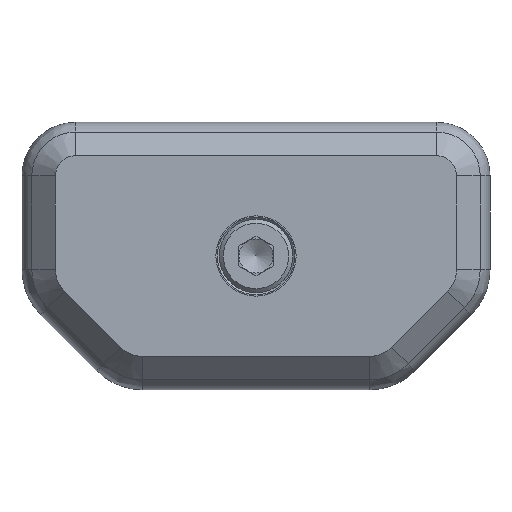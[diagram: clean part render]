
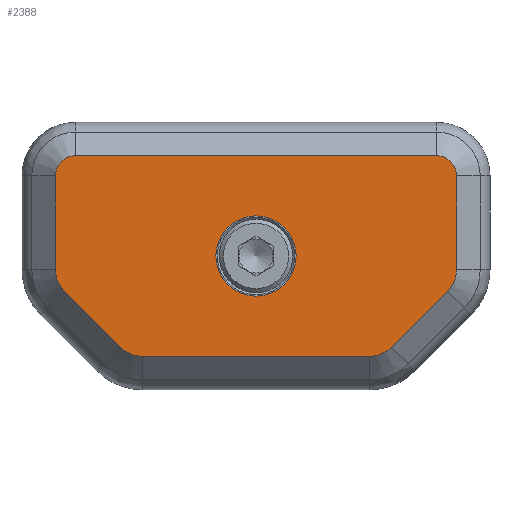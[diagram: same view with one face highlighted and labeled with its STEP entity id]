
A CAD part, front view. The second image highlights one B-rep face of the part: STEP entity #2388.
In plain terms, the highlighted planar face has unit normal (0, -1, 0).
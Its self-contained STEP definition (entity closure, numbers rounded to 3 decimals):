
#72=FACE_BOUND('',#430,.T.);
#113=PLANE('',#2648);
#278=FACE_OUTER_BOUND('',#429,.T.);
#429=EDGE_LOOP('',(#1994,#1995,#1996,#1997,#1998,#1999,#2000,#2001,#2002,
#2003,#2004,#2005));
#430=EDGE_LOOP('',(#2006));
#577=LINE('',#4099,#770);
#580=LINE('',#4107,#773);
#583=LINE('',#4115,#776);
#601=LINE('',#4163,#794);
#602=LINE('',#4165,#795);
#603=LINE('',#4167,#796);
#770=VECTOR('',#3157,10.);
#773=VECTOR('',#3166,10.);
#776=VECTOR('',#3175,10.);
#794=VECTOR('',#3225,10.);
#795=VECTOR('',#3228,10.);
#796=VECTOR('',#3231,10.);
#954=CIRCLE('',#2619,2.3);
#955=CIRCLE('',#2622,1.5);
#956=CIRCLE('',#2625,1.5);
#960=CIRCLE('',#2637,2.3);
#961=CIRCLE('',#2639,2.3);
#962=CIRCLE('',#2641,2.3);
#964=CIRCLE('',#2649,3.);
#1125=VERTEX_POINT('',#4091);
#1126=VERTEX_POINT('',#4093);
#1127=VERTEX_POINT('',#4097);
#1128=VERTEX_POINT('',#4101);
#1129=VERTEX_POINT('',#4105);
#1130=VERTEX_POINT('',#4109);
#1131=VERTEX_POINT('',#4113);
#1141=VERTEX_POINT('',#4147);
#1142=VERTEX_POINT('',#4149);
#1143=VERTEX_POINT('',#4153);
#1144=VERTEX_POINT('',#4155);
#1145=VERTEX_POINT('',#4159);
#1148=VERTEX_POINT('',#4177);
#1407=EDGE_CURVE('',#1125,#1126,#954,.T.);
#1410=EDGE_CURVE('',#1127,#1125,#577,.T.);
#1412=EDGE_CURVE('',#1128,#1127,#955,.T.);
#1414=EDGE_CURVE('',#1129,#1128,#580,.T.);
#1416=EDGE_CURVE('',#1130,#1129,#956,.T.);
#1418=EDGE_CURVE('',#1131,#1130,#583,.T.);
#1435=EDGE_CURVE('',#1141,#1142,#960,.T.);
#1438=EDGE_CURVE('',#1143,#1144,#961,.T.);
#1441=EDGE_CURVE('',#1145,#1131,#962,.T.);
#1442=EDGE_CURVE('',#1126,#1141,#601,.T.);
#1443=EDGE_CURVE('',#1142,#1143,#602,.T.);
#1444=EDGE_CURVE('',#1144,#1145,#603,.T.);
#1449=EDGE_CURVE('',#1148,#1148,#964,.T.);
#1994=ORIENTED_EDGE('',*,*,#1418,.F.);
#1995=ORIENTED_EDGE('',*,*,#1441,.F.);
#1996=ORIENTED_EDGE('',*,*,#1444,.F.);
#1997=ORIENTED_EDGE('',*,*,#1438,.F.);
#1998=ORIENTED_EDGE('',*,*,#1443,.F.);
#1999=ORIENTED_EDGE('',*,*,#1435,.F.);
#2000=ORIENTED_EDGE('',*,*,#1442,.F.);
#2001=ORIENTED_EDGE('',*,*,#1407,.F.);
#2002=ORIENTED_EDGE('',*,*,#1410,.F.);
#2003=ORIENTED_EDGE('',*,*,#1412,.F.);
#2004=ORIENTED_EDGE('',*,*,#1414,.F.);
#2005=ORIENTED_EDGE('',*,*,#1416,.F.);
#2006=ORIENTED_EDGE('',*,*,#1449,.T.);
#2388=ADVANCED_FACE('',(#278,#72),#113,.F.);
#2619=AXIS2_PLACEMENT_3D('',#4094,#3151,#3152);
#2622=AXIS2_PLACEMENT_3D('',#4103,#3161,#3162);
#2625=AXIS2_PLACEMENT_3D('',#4111,#3170,#3171);
#2637=AXIS2_PLACEMENT_3D('',#4150,#3209,#3210);
#2639=AXIS2_PLACEMENT_3D('',#4156,#3215,#3216);
#2641=AXIS2_PLACEMENT_3D('',#4161,#3221,#3222);
#2648=AXIS2_PLACEMENT_3D('',#4176,#3241,#3242);
#2649=AXIS2_PLACEMENT_3D('',#4178,#3243,#3244);
#3151=DIRECTION('center_axis',(0.,1.,0.));
#3152=DIRECTION('ref_axis',(0.924,0.,-0.383));
#3157=DIRECTION('',(0.,0.,-1.));
#3161=DIRECTION('center_axis',(0.,1.,0.));
#3162=DIRECTION('ref_axis',(0.707,0.,0.707));
#3166=DIRECTION('',(1.,0.,0.));
#3170=DIRECTION('center_axis',(0.,1.,0.));
#3171=DIRECTION('ref_axis',(-0.707,0.,0.707));
#3175=DIRECTION('',(0.,0.,1.));
#3209=DIRECTION('center_axis',(0.,1.,0.));
#3210=DIRECTION('ref_axis',(0.383,0.,-0.924));
#3215=DIRECTION('center_axis',(0.,1.,0.));
#3216=DIRECTION('ref_axis',(-0.383,0.,-0.924));
#3221=DIRECTION('center_axis',(0.,1.,0.));
#3222=DIRECTION('ref_axis',(-0.924,0.,-0.383));
#3225=DIRECTION('',(-0.707,0.,-0.707));
#3228=DIRECTION('',(-1.,0.,0.));
#3231=DIRECTION('',(-0.707,0.,0.707));
#3241=DIRECTION('center_axis',(0.,1.,0.));
#3242=DIRECTION('ref_axis',(1.,0.,0.));
#3243=DIRECTION('center_axis',(0.,1.,0.));
#3244=DIRECTION('ref_axis',(1.,0.,0.));
#4091=CARTESIAN_POINT('',(32.5,-1.,8.988));
#4093=CARTESIAN_POINT('',(31.826,-1.,7.362));
#4094=CARTESIAN_POINT('Origin',(30.2,-1.,8.988));
#4097=CARTESIAN_POINT('',(32.5,-1.,16.));
#4099=CARTESIAN_POINT('',(32.5,-1.,11.25));
#4101=CARTESIAN_POINT('',(31.,-1.,17.5));
#4103=CARTESIAN_POINT('Origin',(31.,-1.,16.));
#4105=CARTESIAN_POINT('',(4.,-1.,17.5));
#4107=CARTESIAN_POINT('',(22.5,-1.,17.5));
#4109=CARTESIAN_POINT('',(2.5,-1.,16.));
#4111=CARTESIAN_POINT('Origin',(4.,-1.,16.));
#4113=CARTESIAN_POINT('',(2.5,-1.,8.988));
#4115=CARTESIAN_POINT('',(2.5,-1.,4.75));
#4147=CARTESIAN_POINT('',(27.638,-1.,3.174));
#4149=CARTESIAN_POINT('',(26.012,-1.,2.5));
#4150=CARTESIAN_POINT('Origin',(26.012,-1.,4.8));
#4153=CARTESIAN_POINT('',(8.988,-1.,2.5));
#4155=CARTESIAN_POINT('',(7.362,-1.,3.174));
#4156=CARTESIAN_POINT('Origin',(8.988,-1.,4.8));
#4159=CARTESIAN_POINT('',(3.174,-1.,7.362));
#4161=CARTESIAN_POINT('Origin',(4.8,-1.,8.988));
#4163=CARTESIAN_POINT('',(34.607,-1.,10.143));
#4165=CARTESIAN_POINT('',(36.5,-1.,2.5));
#4167=CARTESIAN_POINT('',(17.643,-1.,-7.107));
#4176=CARTESIAN_POINT('Origin',(45.,-1.,2.5));
#4177=CARTESIAN_POINT('',(14.5,-1.,10.));
#4178=CARTESIAN_POINT('Origin',(17.5,-1.,10.));
